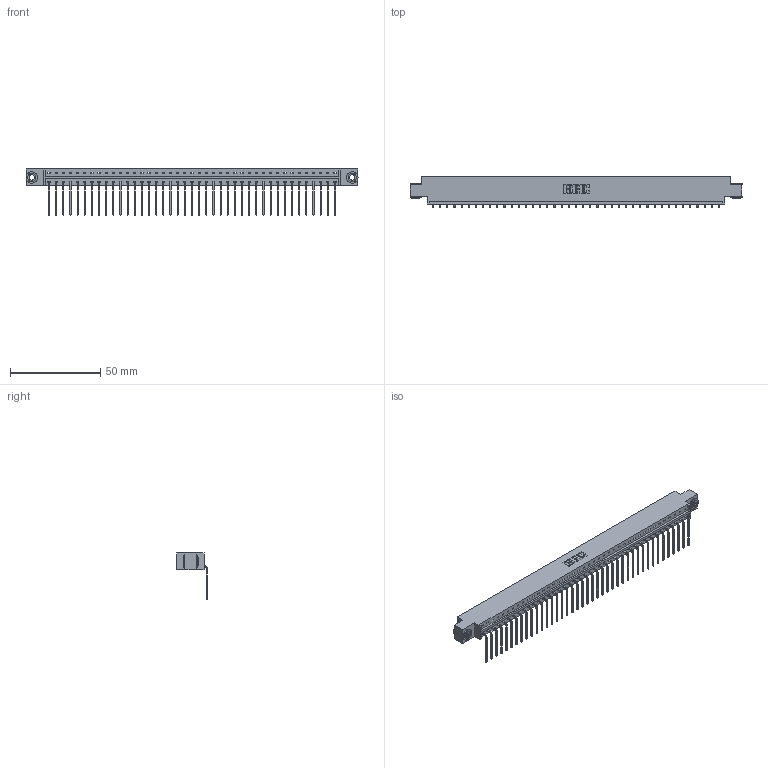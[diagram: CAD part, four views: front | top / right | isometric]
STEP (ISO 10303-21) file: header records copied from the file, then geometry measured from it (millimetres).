
FILE_DESCRIPTION (( 'STEP AP203' ), '1' );
FILE_NAME ('333-041-559-603.STEP', '2018-08-03T15:51:30', ( '' ), ( '' ), 'SwSTEP 2.0', 'SolidWorks 2016', '' );
FILE_SCHEMA (( 'CONFIG_CONTROL_DESIGN' ));
Length unit declared in the file: inch
Products named in the file (4): 333 Part_Offset - .156 Dia - TH; 345-292-001_558 559 Tail - 1; 345-250-002_345-250-002-102; 333-041-559-603
Assembly tree (44 placements, depth 2):
  333-041-559-603
    333 Part_Offset - .156 Dia - TH
    345-292-001_558 559 Tail - 1  x41
    345-250-002_345-250-002-102  x2
Bounding box: 184 x 17.09 x 25.53 mm (x, y, z)
Volume: 18435 mm3; surface area: 21203 mm2
Topology: 44 solids, 44 shells, 2616 faces, 7861 edges, 5182 vertices
Faces by surface type: plane 1888, cylinder 720, cone 8
Entity records: 26060 total; most frequent: CARTESIAN_POINT 4476, ORIENTED_EDGE 4446, DIRECTION 3811, EDGE_CURVE 2223, VECTOR 2071, LINE 2071, VERTEX_POINT 1478, AXIS2_PLACEMENT_3D 870
